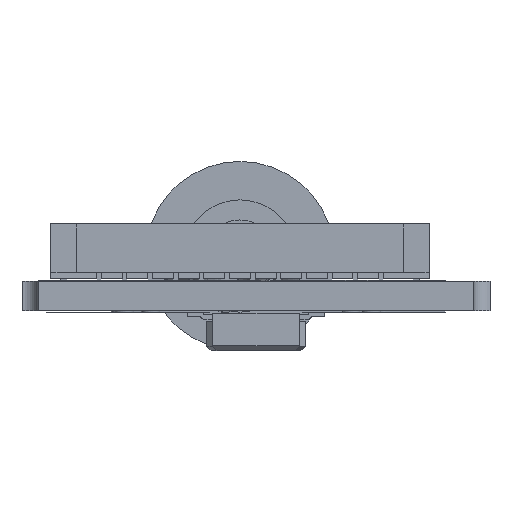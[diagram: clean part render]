
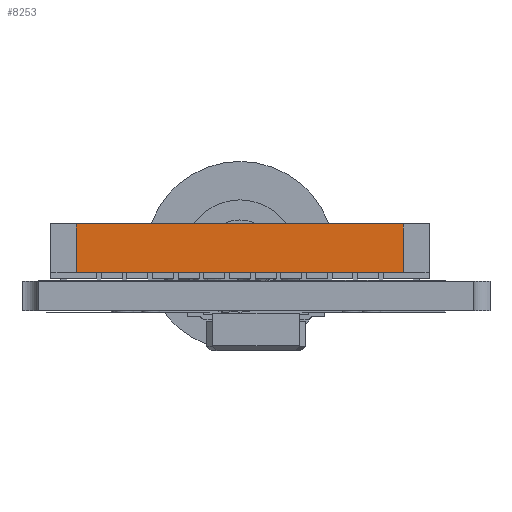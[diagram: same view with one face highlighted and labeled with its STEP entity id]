
A CAD part, left-side view. The second image highlights one B-rep face of the part: STEP entity #8253.
In plain terms, the highlighted face is planar.
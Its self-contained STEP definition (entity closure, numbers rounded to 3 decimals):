
#5791=PLANE('',#27351);
#6958=FACE_OUTER_BOUND('',#10774,.T.);
#8253=ADVANCED_FACE('',(#6958),#5791,.F.);
#10774=EDGE_LOOP('',(#15571,#15572,#15573,#15574));
#15571=ORIENTED_EDGE('',*,*,#21146,.F.);
#15572=ORIENTED_EDGE('',*,*,#21147,.F.);
#15573=ORIENTED_EDGE('',*,*,#21148,.T.);
#15574=ORIENTED_EDGE('',*,*,#21144,.T.);
#18530=VERTEX_POINT('',#49382);
#18531=VERTEX_POINT('',#49384);
#18532=VERTEX_POINT('',#49388);
#18533=VERTEX_POINT('',#49390);
#21144=EDGE_CURVE('',#18531,#18530,#23310,.T.);
#21146=EDGE_CURVE('',#18532,#18530,#23312,.T.);
#21147=EDGE_CURVE('',#18533,#18532,#23313,.T.);
#21148=EDGE_CURVE('',#18533,#18531,#23314,.T.);
#23310=LINE('',#49383,#25410);
#23312=LINE('',#49387,#25412);
#23313=LINE('',#49389,#25413);
#23314=LINE('',#49391,#25414);
#25410=VECTOR('',#31763,1.);
#25412=VECTOR('',#31767,1.);
#25413=VECTOR('',#31768,1.);
#25414=VECTOR('',#31769,1.);
#27351=AXIS2_PLACEMENT_3D('',#49392,#31770,#31771);
#31763=DIRECTION('',(0.,0.,1.));
#31767=DIRECTION('',(1.,0.,0.));
#31768=DIRECTION('',(0.,0.,1.));
#31769=DIRECTION('',(1.,0.,0.));
#31770=DIRECTION('',(0.,1.,0.));
#31771=DIRECTION('',(-1.,0.,0.));
#49382=CARTESIAN_POINT('',(11.9,0.75,2.25));
#49383=CARTESIAN_POINT('',(11.9,0.75,0.55));
#49384=CARTESIAN_POINT('',(11.9,0.75,0.73));
#49387=CARTESIAN_POINT('',(0.9,0.75,2.25));
#49388=CARTESIAN_POINT('',(1.7,0.75,2.25));
#49389=CARTESIAN_POINT('',(1.7,0.75,0.55));
#49390=CARTESIAN_POINT('',(1.7,0.75,0.73));
#49391=CARTESIAN_POINT('',(0.9,0.75,0.73));
#49392=CARTESIAN_POINT('',(0.9,0.75,0.73));
